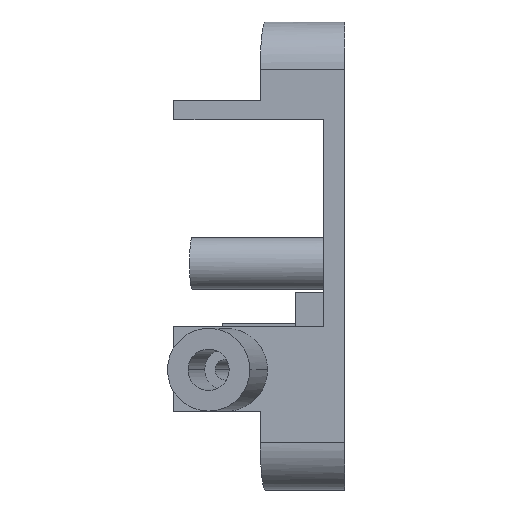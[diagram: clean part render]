
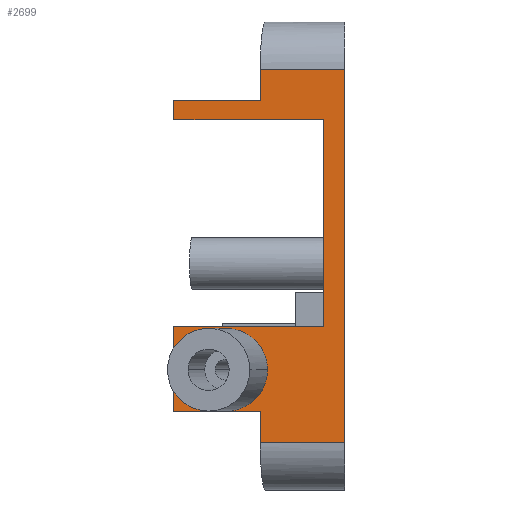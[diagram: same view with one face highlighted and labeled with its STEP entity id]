
A CAD part, left-side view. The second image highlights one B-rep face of the part: STEP entity #2699.
In plain terms, the highlighted planar face has unit normal (-1, 0, 0).
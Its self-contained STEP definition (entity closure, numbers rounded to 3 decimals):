
#13 = EDGE_CURVE ( 'NONE', #1369, #422, #2570, .T. ) ;
#23 = LINE ( 'NONE', #1808, #78 ) ;
#36 = DIRECTION ( 'NONE',  ( 0., 1., 0. ) ) ;
#59 = CARTESIAN_POINT ( 'NONE',  ( -23.125, 7.448, -11. ) ) ;
#62 = EDGE_LOOP ( 'NONE', ( #1673, #1160, #1281, #654, #1353, #299, #2604, #114, #1137, #2598, #475, #1697, #1750, #1671, #1863, #2396 ) ) ;
#69 = VERTEX_POINT ( 'NONE', #2529 ) ;
#74 = CARTESIAN_POINT ( 'NONE',  ( -23.125, 16.5, -18. ) ) ;
#78 = VECTOR ( 'NONE', #463, 1000. ) ;
#83 = VECTOR ( 'NONE', #2594, 1000. ) ;
#90 = DIRECTION ( 'NONE',  ( 0., 0., 1. ) ) ;
#114 = ORIENTED_EDGE ( 'NONE', *, *, #801, .T. ) ;
#196 = DIRECTION ( 'NONE',  ( 0., 0., -1. ) ) ;
#228 = LINE ( 'NONE', #1556, #717 ) ;
#253 = CARTESIAN_POINT ( 'NONE',  ( -23.125, 15.494, -11. ) ) ;
#299 = ORIENTED_EDGE ( 'NONE', *, *, #1896, .F. ) ;
#304 = CARTESIAN_POINT ( 'NONE',  ( -23.125, 16.5, 13.15 ) ) ;
#321 = CARTESIAN_POINT ( 'NONE',  ( -23.125, 15.494, -11. ) ) ;
#333 = CARTESIAN_POINT ( 'NONE',  ( -23.125, 11.471, -15. ) ) ;
#344 = EDGE_CURVE ( 'NONE', #1352, #1817, #2192, .T. ) ;
#355 = VERTEX_POINT ( 'NONE', #1576 ) ;
#397 = VERTEX_POINT ( 'NONE', #892 ) ;
#422 = VERTEX_POINT ( 'NONE', #636 ) ;
#434 = CARTESIAN_POINT ( 'NONE',  ( -23.125, 7.448, -11. ) ) ;
#463 = DIRECTION ( 'NONE',  ( 0., 0., 1. ) ) ;
#475 = ORIENTED_EDGE ( 'NONE', *, *, #1460, .T. ) ;
#498 = CARTESIAN_POINT ( 'NONE',  ( -23.125, 7.448, -13.343 ) ) ;
#502 = EDGE_CURVE ( 'NONE', #1598, #69, #1215, .T. ) ;
#518 = LINE ( 'NONE', #1890, #2816 ) ;
#520 = EDGE_CURVE ( 'NONE', #2144, #2656, #996, .T. ) ;
#530 = CARTESIAN_POINT ( 'NONE',  ( -23.125, 13.828, -15. ) ) ;
#547 = VERTEX_POINT ( 'NONE', #1881 ) ;
#636 = CARTESIAN_POINT ( 'NONE',  ( -23.125, 16.5, 15. ) ) ;
#654 = ORIENTED_EDGE ( 'NONE', *, *, #1548, .T. ) ;
#673 = AXIS2_PLACEMENT_3D ( 'NONE', #2659, #2186, #196 ) ;
#717 = VECTOR ( 'NONE', #2188, 1000. ) ;
#737 = CARTESIAN_POINT ( 'NONE',  ( -23.125, 15.494, -11. ) ) ;
#757 = VERTEX_POINT ( 'NONE', #2422 ) ;
#801 = EDGE_CURVE ( 'NONE', #355, #757, #23, .T. ) ;
#807 = VECTOR ( 'NONE', #1999, 1000. ) ;
#843 = CARTESIAN_POINT ( 'NONE',  ( -23.125, 8.152, 15. ) ) ;
#890 = EDGE_CURVE ( 'NONE', #547, #757, #228, .T. ) ;
#892 = CARTESIAN_POINT ( 'NONE',  ( -23.125, 8.152, -18. ) ) ;
#898 = CARTESIAN_POINT ( 'NONE',  ( -23.125, 16.5, -18. ) ) ;
#913 = VECTOR ( 'NONE', #1349, 1000. ) ;
#934 = CARTESIAN_POINT ( 'NONE',  ( -23.125, -53.205, 13.15 ) ) ;
#941 = CARTESIAN_POINT ( 'NONE',  ( -23.125, 7.448, -11. ) ) ;
#949 = VECTOR ( 'NONE', #2739, 1000. ) ;
#996 = LINE ( 'NONE', #74, #1735 ) ;
#1028 = LINE ( 'NONE', #2133, #83 ) ;
#1048 = FACE_OUTER_BOUND ( 'NONE', #62, .T. ) ;
#1072 = EDGE_CURVE ( 'NONE', #397, #355, #2675, .T. ) ;
#1092 = PLANE ( 'NONE',  #673 ) ;
#1137 = ORIENTED_EDGE ( 'NONE', *, *, #890, .F. ) ;
#1160 = ORIENTED_EDGE ( 'NONE', *, *, #1356, .T. ) ;
#1215 = LINE ( 'NONE', #2335, #2259 ) ;
#1281 = ORIENTED_EDGE ( 'NONE', *, *, #1549, .T. ) ;
#1338 = LINE ( 'NONE', #934, #2451 ) ;
#1349 = DIRECTION ( 'NONE',  ( 0., -1., 0. ) ) ;
#1352 = VERTEX_POINT ( 'NONE', #2543 ) ;
#1353 = ORIENTED_EDGE ( 'NONE', *, *, #502, .T. ) ;
#1354 = CARTESIAN_POINT ( 'NONE',  ( -23.125, 16.5, -15. ) ) ;
#1356 = EDGE_CURVE ( 'NONE', #1598, #2210, #2669, .T. ) ;
#1357 = CARTESIAN_POINT ( 'NONE',  ( -23.125, 11.471, -15. ) ) ;
#1369 = VERTEX_POINT ( 'NONE', #304 ) ;
#1373 =( BOUNDED_CURVE ( )  B_SPLINE_CURVE ( 3, ( #941, #498, #2070, #1357 ),
 .UNSPECIFIED., .F., .T. ) 
 B_SPLINE_CURVE_WITH_KNOTS ( ( 4, 4 ),
 ( 0., 1.571 ),
 .UNSPECIFIED. ) 
 CURVE ( )  GEOMETRIC_REPRESENTATION_ITEM ( )  RATIONAL_B_SPLINE_CURVE ( ( 1., 0.805, 0.805, 1. ) ) 
 REPRESENTATION_ITEM ( '' )  );
#1460 = EDGE_CURVE ( 'NONE', #1823, #422, #1028, .T. ) ;
#1494 = CARTESIAN_POINT ( 'NONE',  ( -23.125, 16.5, -6.85 ) ) ;
#1548 = EDGE_CURVE ( 'NONE', #2097, #1598, #1373, .T. ) ;
#1549 = EDGE_CURVE ( 'NONE', #2210, #2097, #1983, .T. ) ;
#1556 = CARTESIAN_POINT ( 'NONE',  ( -23.125, 16.5, 18. ) ) ;
#1576 = CARTESIAN_POINT ( 'NONE',  ( -23.125, 0., -18. ) ) ;
#1598 = VERTEX_POINT ( 'NONE', #2684 ) ;
#1618 = LINE ( 'NONE', #2465, #2168 ) ;
#1656 = VECTOR ( 'NONE', #2660, 1000. ) ;
#1671 = ORIENTED_EDGE ( 'NONE', *, *, #344, .T. ) ;
#1673 = ORIENTED_EDGE ( 'NONE', *, *, #1857, .T. ) ;
#1697 = ORIENTED_EDGE ( 'NONE', *, *, #13, .F. ) ;
#1735 = VECTOR ( 'NONE', #90, 1000. ) ;
#1750 = ORIENTED_EDGE ( 'NONE', *, *, #2122, .F. ) ;
#1808 = CARTESIAN_POINT ( 'NONE',  ( -23.125, 0., 15. ) ) ;
#1817 = VERTEX_POINT ( 'NONE', #1963 ) ;
#1822 = CARTESIAN_POINT ( 'NONE',  ( -23.125, 15.494, -3. ) ) ;
#1823 = VERTEX_POINT ( 'NONE', #843 ) ;
#1848 = CARTESIAN_POINT ( 'NONE',  ( -23.125, 16.5, -18. ) ) ;
#1857 = EDGE_CURVE ( 'NONE', #2144, #1598, #2154, .T. ) ;
#1863 = ORIENTED_EDGE ( 'NONE', *, *, #2180, .T. ) ;
#1881 = CARTESIAN_POINT ( 'NONE',  ( -23.125, 8.152, 18. ) ) ;
#1890 = CARTESIAN_POINT ( 'NONE',  ( -23.125, 8.152, 15. ) ) ;
#1892 = VECTOR ( 'NONE', #2330, 1000. ) ;
#1896 = EDGE_CURVE ( 'NONE', #397, #69, #1618, .T. ) ;
#1963 = CARTESIAN_POINT ( 'NONE',  ( -23.125, 2., -6.85 ) ) ;
#1967 = CARTESIAN_POINT ( 'NONE',  ( -23.125, 2., 13.15 ) ) ;
#1983 =( BOUNDED_CURVE ( )  B_SPLINE_CURVE ( 3, ( #253, #1822, #2701, #59 ),
 .UNSPECIFIED., .F., .T. ) 
 B_SPLINE_CURVE_WITH_KNOTS ( ( 4, 4 ),
 ( 3.142, 6.283 ),
 .UNSPECIFIED. ) 
 CURVE ( )  GEOMETRIC_REPRESENTATION_ITEM ( )  RATIONAL_B_SPLINE_CURVE ( ( 1., 0.333, 0.333, 1. ) ) 
 REPRESENTATION_ITEM ( '' )  );
#1999 = DIRECTION ( 'NONE',  ( 0., 0., -1. ) ) ;
#2070 = CARTESIAN_POINT ( 'NONE',  ( -23.125, 9.114, -15. ) ) ;
#2097 = VERTEX_POINT ( 'NONE', #434 ) ;
#2099 = DIRECTION ( 'NONE',  ( 0., -1., 0. ) ) ;
#2122 = EDGE_CURVE ( 'NONE', #1352, #1369, #1338, .T. ) ;
#2133 = CARTESIAN_POINT ( 'NONE',  ( -23.125, 16.5, 15. ) ) ;
#2144 = VERTEX_POINT ( 'NONE', #2275 ) ;
#2154 = LINE ( 'NONE', #1354, #1656 ) ;
#2168 = VECTOR ( 'NONE', #2711, 1000. ) ;
#2176 = EDGE_CURVE ( 'NONE', #1823, #547, #518, .T. ) ;
#2180 = EDGE_CURVE ( 'NONE', #1817, #2656, #2738, .T. ) ;
#2186 = DIRECTION ( 'NONE',  ( 1., 0., 0. ) ) ;
#2188 = DIRECTION ( 'NONE',  ( 0., -1., 0. ) ) ;
#2192 = LINE ( 'NONE', #1967, #807 ) ;
#2210 = VERTEX_POINT ( 'NONE', #737 ) ;
#2259 = VECTOR ( 'NONE', #2099, 1000. ) ;
#2275 = CARTESIAN_POINT ( 'NONE',  ( -23.125, 16.5, -15. ) ) ;
#2288 = DIRECTION ( 'NONE',  ( 0., 0., 1. ) ) ;
#2315 = CARTESIAN_POINT ( 'NONE',  ( -23.125, 15.494, -13.343 ) ) ;
#2330 = DIRECTION ( 'NONE',  ( 0., 1., 0. ) ) ;
#2335 = CARTESIAN_POINT ( 'NONE',  ( -23.125, 16.5, -15. ) ) ;
#2396 = ORIENTED_EDGE ( 'NONE', *, *, #520, .F. ) ;
#2422 = CARTESIAN_POINT ( 'NONE',  ( -23.125, 0., 18. ) ) ;
#2451 = VECTOR ( 'NONE', #36, 1000. ) ;
#2465 = CARTESIAN_POINT ( 'NONE',  ( -23.125, 8.152, 15. ) ) ;
#2506 = CARTESIAN_POINT ( 'NONE',  ( -23.125, -53.205, -6.85 ) ) ;
#2529 = CARTESIAN_POINT ( 'NONE',  ( -23.125, 8.152, -15. ) ) ;
#2543 = CARTESIAN_POINT ( 'NONE',  ( -23.125, 2., 13.15 ) ) ;
#2570 = LINE ( 'NONE', #1848, #949 ) ;
#2594 = DIRECTION ( 'NONE',  ( 0., 1., 0. ) ) ;
#2598 = ORIENTED_EDGE ( 'NONE', *, *, #2176, .F. ) ;
#2604 = ORIENTED_EDGE ( 'NONE', *, *, #1072, .T. ) ;
#2656 = VERTEX_POINT ( 'NONE', #1494 ) ;
#2659 = CARTESIAN_POINT ( 'NONE',  ( -23.125, 16.5, 15. ) ) ;
#2660 = DIRECTION ( 'NONE',  ( 0., -1., 0. ) ) ;
#2669 =( BOUNDED_CURVE ( )  B_SPLINE_CURVE ( 3, ( #333, #530, #2315, #321 ),
 .UNSPECIFIED., .F., .T. ) 
 B_SPLINE_CURVE_WITH_KNOTS ( ( 4, 4 ),
 ( 1.571, 3.142 ),
 .UNSPECIFIED. ) 
 CURVE ( )  GEOMETRIC_REPRESENTATION_ITEM ( )  RATIONAL_B_SPLINE_CURVE ( ( 1., 0.805, 0.805, 1. ) ) 
 REPRESENTATION_ITEM ( '' )  );
#2675 = LINE ( 'NONE', #898, #913 ) ;
#2684 = CARTESIAN_POINT ( 'NONE',  ( -23.125, 11.471, -15. ) ) ;
#2699 = ADVANCED_FACE ( 'NONE', ( #1048 ), #1092, .F. ) ;
#2701 = CARTESIAN_POINT ( 'NONE',  ( -23.125, 7.448, -3. ) ) ;
#2711 = DIRECTION ( 'NONE',  ( 0., 0., 1. ) ) ;
#2738 = LINE ( 'NONE', #2506, #1892 ) ;
#2739 = DIRECTION ( 'NONE',  ( 0., 0., 1. ) ) ;
#2816 = VECTOR ( 'NONE', #2288, 1000. ) ;
